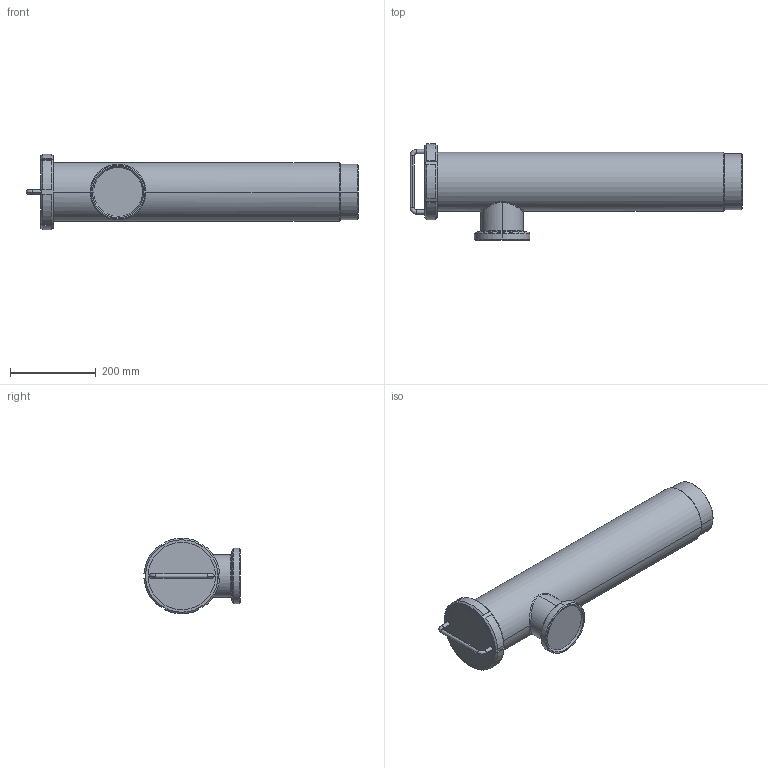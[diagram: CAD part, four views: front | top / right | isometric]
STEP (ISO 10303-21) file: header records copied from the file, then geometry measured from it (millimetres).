
FILE_DESCRIPTION (( 'STEP AP203' ), '1' );
FILE_NAME ('3D_M7018_DN100_174741035.STEP', '2024-10-11T09:26:33', ( '' ), ( '' ), 'SwSTEP 2.0', 'SolidWorks 2024', '' );
FILE_SCHEMA (( 'CONFIG_CONTROL_DESIGN' ));
Length unit declared in the file: millimetre
Products named in the file (1): 3D_M7018_DN100_174741035
Bounding box: 775 x 224.36 x 177 mm (x, y, z)
Volume: 11671919.4 mm3; surface area: 411360.9 mm2
Topology: 1 solids, 1 shells, 84 faces, 207 edges, 130 vertices
Faces by surface type: plane 32, cylinder 24, cone 20, torus 6, bspline 2
Entity records: 3378 total; most frequent: CARTESIAN_POINT 1328, DIRECTION 417, ORIENTED_EDGE 414, EDGE_CURVE 207, AXIS2_PLACEMENT_3D 171, VERTEX_POINT 130, EDGE_LOOP 91, CIRCLE 88
